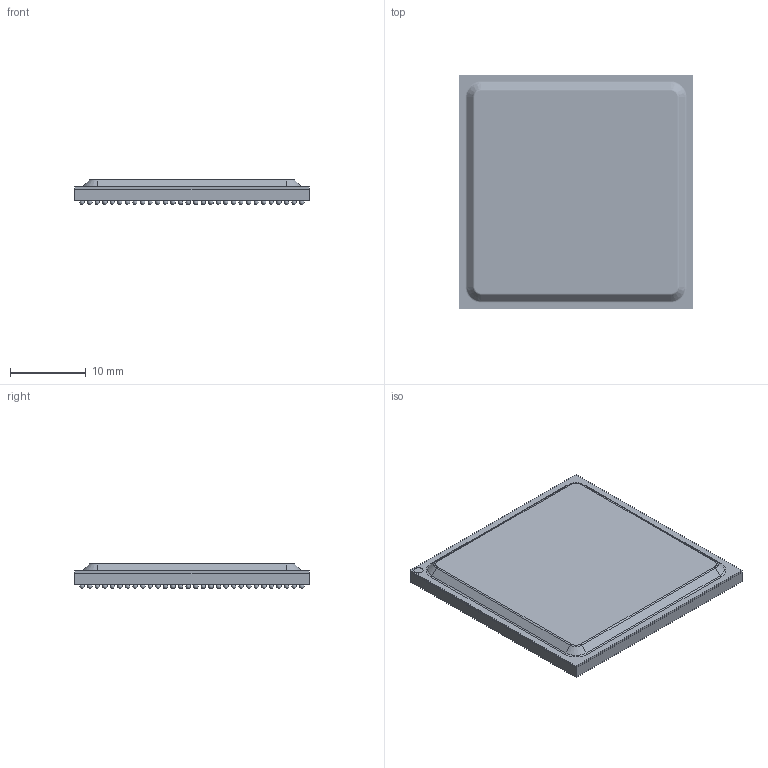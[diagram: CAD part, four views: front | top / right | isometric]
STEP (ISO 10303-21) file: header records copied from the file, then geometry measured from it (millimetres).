
FILE_DESCRIPTION(/* description */ (''),/* implementation_level */ '2;1');
FILE_NAME(/* name */ 'AMD XILINX FCBGA-900 FFG900.step',/* time_stamp */ '2026-01-14T21:14:53Z',/* author */ (''),/* organization */ (''),/* preprocessor_version */ 'ST-DEVELOPER v20.1',/* originating_system */ 'Autodesk Translation Framework v14.21.0.0',/* authorisation */ '');
FILE_SCHEMA (('AUTOMOTIVE_DESIGN { 1 0 10303 214 3 1 1 }'));
Length unit declared in the file: millimetre
Products named in the file (1): AMD XILINX FCBGA-900 FFG900
Bounding box: 31 x 31 x 3.35 mm (x, y, z)
Volume: 2637.8 mm3; surface area: 2956 mm2
Topology: 1 solids, 1 shells, 937 faces, 2779 edges, 1846 vertices
Faces by surface type: sphere 900, plane 16, cylinder 9, torus 8, cone 4
Full cylindrical faces by diameter (mm): 1.2 x1
Entity records: 28054 total; most frequent: DIRECTION 5589, CARTESIAN_POINT 4663, ORIENTED_EDGE 3758, AXIS2_PLACEMENT_3D 2772, EDGE_CURVE 1879, VERTEX_POINT 1846, EDGE_LOOP 1839, CIRCLE 1834
